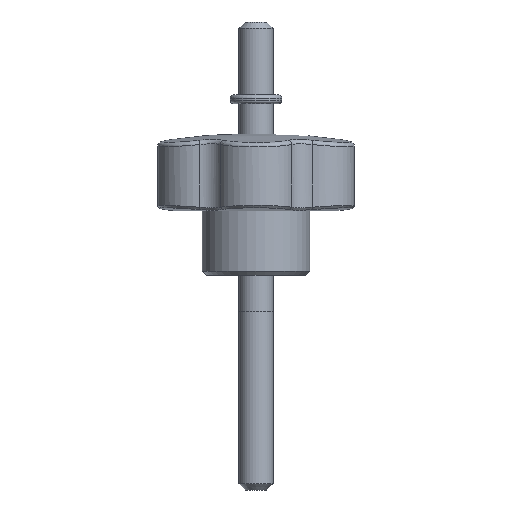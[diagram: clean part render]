
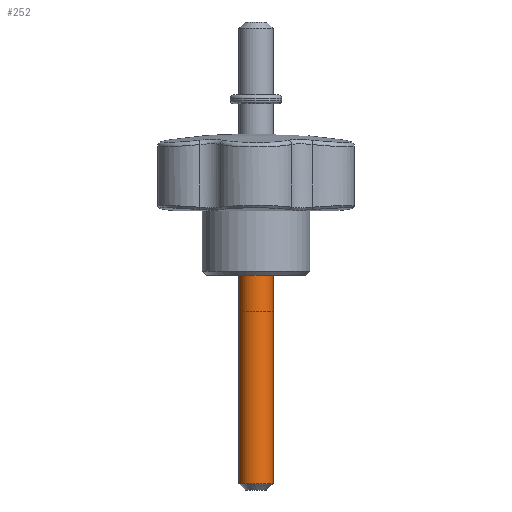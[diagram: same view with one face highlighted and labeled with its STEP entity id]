
A CAD part, left-side view. The second image highlights one B-rep face of the part: STEP entity #252.
In plain terms, the highlighted cylindrical face has radius 4 mm (diameter 8 mm), a full revolution.
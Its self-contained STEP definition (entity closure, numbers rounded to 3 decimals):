
#252 = ADVANCED_FACE( '', ( #432, #433 ), #434, .T. );
#432 = FACE_OUTER_BOUND( '', #1803, .T. );
#433 = FACE_OUTER_BOUND( '', #1804, .T. );
#434 = CYLINDRICAL_SURFACE( '', #1805, 4. );
#1803 = EDGE_LOOP( '', ( #2319 ) );
#1804 = EDGE_LOOP( '', ( #2320 ) );
#1805 = AXIS2_PLACEMENT_3D( '', #2321, #2322, #2323 );
#2319 = ORIENTED_EDGE( '', *, *, #2509, .F. );
#2320 = ORIENTED_EDGE( '', *, *, #2510, .T. );
#2321 = CARTESIAN_POINT( '', ( 0., 0., 59. ) );
#2322 = DIRECTION( '', ( 0., 0., -1. ) );
#2323 = DIRECTION( '', ( 1., 0., 0. ) );
#2509 = EDGE_CURVE( '', #2796, #2796, #2797, .T. );
#2510 = EDGE_CURVE( '', #2798, #2798, #2799, .T. );
#2796 = VERTEX_POINT( '', #5258 );
#2797 = CIRCLE( '', #5259, 4. );
#2798 = VERTEX_POINT( '', #5260 );
#2799 = CIRCLE( '', #5261, 4. );
#5258 = CARTESIAN_POINT( '', ( 4., 0., 40. ) );
#5259 = AXIS2_PLACEMENT_3D( '', #5468, #5469, #5470 );
#5260 = CARTESIAN_POINT( '', ( 4., 0., -8.5 ) );
#5261 = AXIS2_PLACEMENT_3D( '', #5471, #5472, #5473 );
#5468 = CARTESIAN_POINT( '', ( 0., 0., 40. ) );
#5469 = DIRECTION( '', ( 0., 0., 1. ) );
#5470 = DIRECTION( '', ( 1., 0., 0. ) );
#5471 = CARTESIAN_POINT( '', ( 0., 0., -8.5 ) );
#5472 = DIRECTION( '', ( 0., 0., 1. ) );
#5473 = DIRECTION( '', ( 1., 0., 0. ) );
